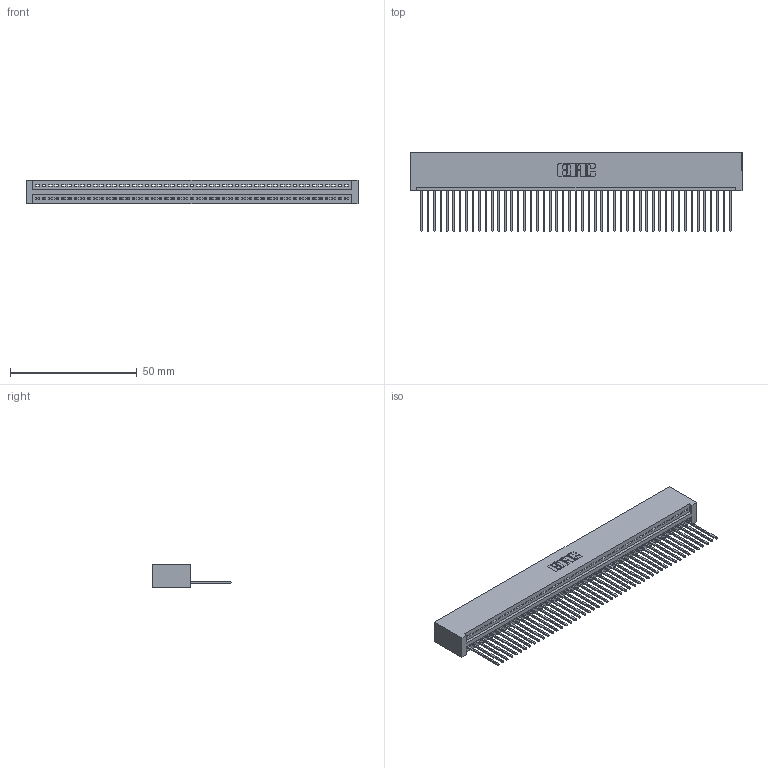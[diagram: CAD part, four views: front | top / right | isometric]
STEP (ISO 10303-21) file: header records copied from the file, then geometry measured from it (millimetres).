
FILE_DESCRIPTION (( 'STEP AP203' ), '1' );
FILE_NAME ('345-049-542-101.STEP', '2019-10-09T09:08:44', ( '' ), ( '' ), 'SwSTEP 2.0', 'SolidWorks 2016', '' );
FILE_SCHEMA (( 'CONFIG_CONTROL_DESIGN' ));
Length unit declared in the file: inch
Products named in the file (3): 345 Part_No Mounting Lugs; 345-292-001_345-293-142; 345-049-542-101
Assembly tree (50 placements, depth 2):
  345-049-542-101
    345 Part_No Mounting Lugs
    345-292-001_345-293-142  x49
Bounding box: 131.06 x 31.29 x 9.4 mm (x, y, z)
Volume: 13199.3 mm3; surface area: 18515.4 mm2
Topology: 50 solids, 50 shells, 2960 faces, 8941 edges, 5894 vertices
Faces by surface type: plane 2036, cylinder 924
Entity records: 35677 total; most frequent: CARTESIAN_POINT 6187, ORIENTED_EDGE 6170, DIRECTION 5387, EDGE_CURVE 3085, LINE 2765, VECTOR 2765, VERTEX_POINT 2054, AXIS2_PLACEMENT_3D 1311
